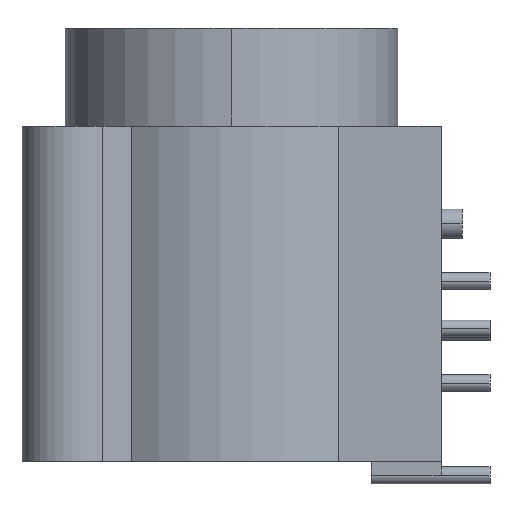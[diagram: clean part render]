
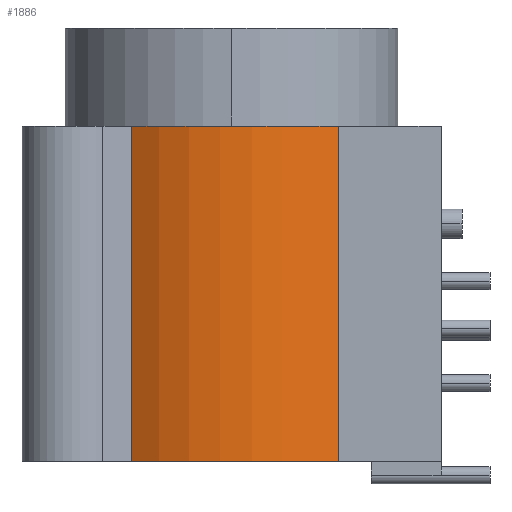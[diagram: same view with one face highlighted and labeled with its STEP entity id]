
A CAD part, left-side view. The second image highlights one B-rep face of the part: STEP entity #1886.
In plain terms, the highlighted cylindrical face has radius 13 mm (diameter 26 mm), a partial arc.
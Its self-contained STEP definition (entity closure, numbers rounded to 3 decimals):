
#43=CARTESIAN_POINT('',(0.,0.,0.));
#44=DIRECTION('',(0.,0.,1.));
#45=DIRECTION('',(-0.835,0.55,0.));
#46=AXIS2_PLACEMENT_3D('',#43,#44,#45);
#138=CARTESIAN_POINT('',(0.,0.,-24.));
#139=DIRECTION('',(0.,0.,1.));
#140=DIRECTION('',(-0.835,0.55,0.));
#141=AXIS2_PLACEMENT_3D('',#138,#139,#140);
#607=DIRECTION('',(0.,0.,-1.));
#608=VECTOR('',#607,24.);
#609=CARTESIAN_POINT('',(-10.5,-7.665,0.));
#610=LINE('',#609,#608);
#611=DIRECTION('',(0.,0.,-1.));
#612=VECTOR('',#611,24.);
#613=CARTESIAN_POINT('',(-10.856,7.151,0.));
#614=LINE('',#613,#612);
#813=CARTESIAN_POINT('',(-10.856,7.151,0.));
#814=VERTEX_POINT('',#813);
#815=CARTESIAN_POINT('',(-10.5,-7.665,0.));
#816=VERTEX_POINT('',#815);
#839=CARTESIAN_POINT('',(-10.856,7.151,-24.));
#840=VERTEX_POINT('',#839);
#841=CARTESIAN_POINT('',(-10.5,-7.665,-24.));
#842=VERTEX_POINT('',#841);
#1874=CARTESIAN_POINT('',(0.,0.,0.));
#1875=DIRECTION('',(0.,0.,1.));
#1876=DIRECTION('',(1.,0.,0.));
#1877=AXIS2_PLACEMENT_3D('',#1874,#1875,#1876);
#1878=CYLINDRICAL_SURFACE('',#1877,13.);
#1879=ORIENTED_EDGE('',*,*,#1044,.T.);
#1880=ORIENTED_EDGE('',*,*,#1869,.T.);
#1881=ORIENTED_EDGE('',*,*,#1124,.F.);
#1883=ORIENTED_EDGE('',*,*,#1882,.F.);
#1884=EDGE_LOOP('',(#1879,#1880,#1881,#1883));
#1885=FACE_OUTER_BOUND('',#1884,.F.);
#1886=ADVANCED_FACE('',(#1885),#1878,.T.);
#47=CIRCLE('',#46,13.);
#142=CIRCLE('',#141,13.);
#1044=EDGE_CURVE('',#814,#816,#47,.T.);
#1124=EDGE_CURVE('',#840,#842,#142,.T.);
#1869=EDGE_CURVE('',#816,#842,#610,.T.);
#1882=EDGE_CURVE('',#814,#840,#614,.T.);
